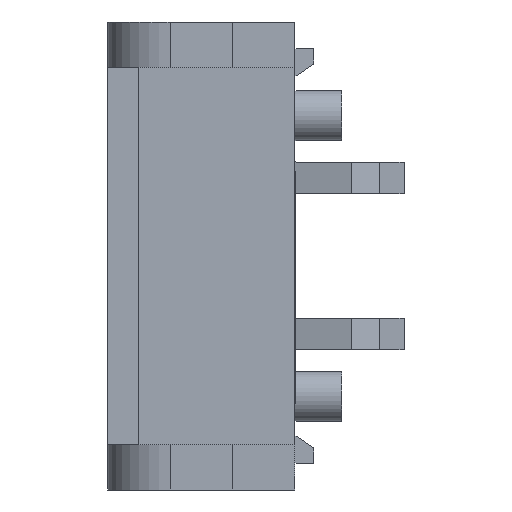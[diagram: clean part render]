
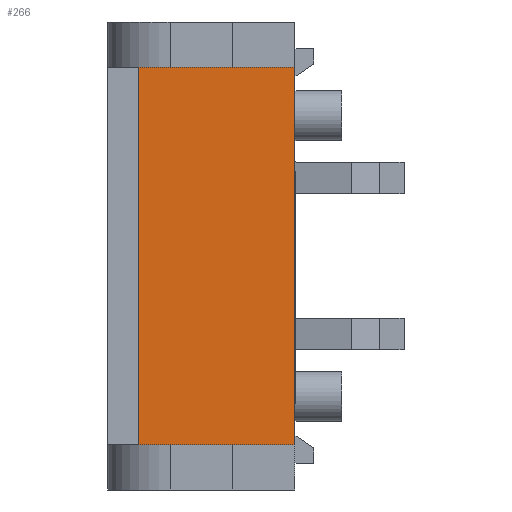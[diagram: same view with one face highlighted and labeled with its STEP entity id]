
A CAD part, left-side view. The second image highlights one B-rep face of the part: STEP entity #266.
In plain terms, the highlighted planar face has unit normal (-1, 0, 0).
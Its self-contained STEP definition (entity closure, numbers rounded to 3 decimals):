
#3 = VERTEX_POINT ( 'NONE', #576 ) ;
#266 = ADVANCED_FACE ( 'NONE', ( #2284 ), #2285, .F. ) ;
#304 = EDGE_CURVE ( 'NONE', #524, #3, #2510, .T. ) ;
#354 = EDGE_CURVE ( 'NONE', #375, #360, #2834, .T. ) ;
#360 = VERTEX_POINT ( 'NONE', #2878 ) ;
#375 = VERTEX_POINT ( 'NONE', #2966 ) ;
#524 = VERTEX_POINT ( 'NONE', #1089 ) ;
#534 = EDGE_CURVE ( 'NONE', #3, #360, #1165, .T. ) ;
#576 = CARTESIAN_POINT ( 'NONE',  ( -12.3, 0., 6.05 ) ) ;
#1089 = CARTESIAN_POINT ( 'NONE',  ( -12.3, 5., 6.05 ) ) ;
#1165 = LINE ( 'NONE', #1166, #1167 ) ;
#1166 = CARTESIAN_POINT ( 'NONE',  ( -12.3, 0., 6.05 ) ) ;
#1167 = VECTOR ( 'NONE', #1168, 1000. ) ;
#1168 = DIRECTION ( 'NONE',  ( 0., 0., -1. ) ) ;
#2164 = LINE ( 'NONE', #2165, #2166 ) ;
#2165 = CARTESIAN_POINT ( 'NONE',  ( -12.3, 5., 6.05 ) ) ;
#2166 = VECTOR ( 'NONE', #2171, 1000. ) ;
#2171 = DIRECTION ( 'NONE',  ( 0., 0., -1. ) ) ;
#2284 = FACE_OUTER_BOUND ( 'NONE', #3465, .T. ) ;
#2285 = PLANE ( 'NONE',  #2286 ) ;
#2286 = AXIS2_PLACEMENT_3D ( 'NONE', #2287, #2288, #2289 ) ;
#2287 = CARTESIAN_POINT ( 'NONE',  ( -12.3, 5., 6.05 ) ) ;
#2288 = DIRECTION ( 'NONE',  ( 1., 0., 0. ) ) ;
#2289 = DIRECTION ( 'NONE',  ( 0., 0., -1. ) ) ;
#2399 = ORIENTED_EDGE ( 'NONE', *, *, #354, .T. ) ;
#2510 = LINE ( 'NONE', #2511, #2513 ) ;
#2511 = CARTESIAN_POINT ( 'NONE',  ( -12.3, 5., 6.05 ) ) ;
#2513 = VECTOR ( 'NONE', #2514, 1000. ) ;
#2514 = DIRECTION ( 'NONE',  ( 0., -1., 0. ) ) ;
#2725 = ORIENTED_EDGE ( 'NONE', *, *, #534, .F. ) ;
#2834 = LINE ( 'NONE', #2837, #2838 ) ;
#2837 = CARTESIAN_POINT ( 'NONE',  ( -12.3, 5., -6.05 ) ) ;
#2838 = VECTOR ( 'NONE', #2839, 1000. ) ;
#2839 = DIRECTION ( 'NONE',  ( 0., -1., 0. ) ) ;
#2878 = CARTESIAN_POINT ( 'NONE',  ( -12.3, 0., -6.05 ) ) ;
#2966 = CARTESIAN_POINT ( 'NONE',  ( -12.3, 5., -6.05 ) ) ;
#2990 = ORIENTED_EDGE ( 'NONE', *, *, #304, .F. ) ;
#3447 = ORIENTED_EDGE ( 'NONE', *, *, #3986, .T. ) ;
#3465 = EDGE_LOOP ( 'NONE', ( #2399, #2725, #2990, #3447 ) ) ;
#3986 = EDGE_CURVE ( 'NONE', #524, #375, #2164, .T. ) ;
